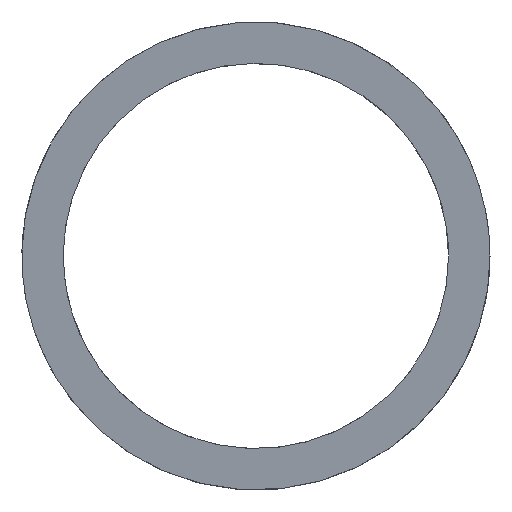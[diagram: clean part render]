
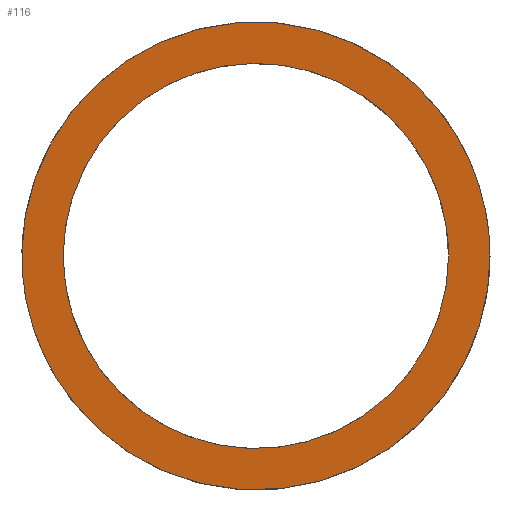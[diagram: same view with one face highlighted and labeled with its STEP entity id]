
A CAD part, left-side view. The second image highlights one B-rep face of the part: STEP entity #116.
In plain terms, the highlighted planar face has unit normal (-0.985, 0.174, 0).
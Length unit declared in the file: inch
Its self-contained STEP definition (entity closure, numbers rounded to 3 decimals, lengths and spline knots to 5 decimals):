
#1 = CARTESIAN_POINT ( 'NONE',  ( 0., -0.65625, 0. ) ) ;
#4 =( BOUNDED_CURVE ( )  B_SPLINE_CURVE ( 3, ( #129, #52, #11, #70, #128, #93, #92 ),
 .UNSPECIFIED., .T., .T. ) 
 B_SPLINE_CURVE_WITH_KNOTS ( ( 4, 3, 4 ),
 ( 0., 3.14159, 6.28319 ),
 .UNSPECIFIED. ) 
 CURVE ( )  GEOMETRIC_REPRESENTATION_ITEM ( )  RATIONAL_B_SPLINE_CURVE ( ( 1., 0.333, 0.333, 1., 0.333, 0.333, 1. ) ) 
 REPRESENTATION_ITEM ( '' )  );
#7 = ORIENTED_EDGE ( 'NONE', *, *, #127, .F. ) ;
#9 = EDGE_LOOP ( 'NONE', ( #124 ) ) ;
#11 = CARTESIAN_POINT ( 'NONE',  ( 0.21093, 0.54, -1.08 ) ) ;
#13 = CARTESIAN_POINT ( 'NONE',  ( 0.23143, 0.65625, 0. ) ) ;
#26 = CARTESIAN_POINT ( 'NONE',  ( 0.23143, 0.65625, -1.3125 ) ) ;
#39 = CARTESIAN_POINT ( 'NONE',  ( 0., -0.65625, -0.65625 ) ) ;
#51 = CARTESIAN_POINT ( 'NONE',  ( 0., -0.65625, 0. ) ) ;
#52 = CARTESIAN_POINT ( 'NONE',  ( 0.0205, -0.54, -1.08 ) ) ;
#54 = CARTESIAN_POINT ( 'NONE',  ( 0., -0.65625, 1.3125 ) ) ;
#64 = CARTESIAN_POINT ( 'NONE',  ( 0.23143, 0.65625, 1.3125 ) ) ;
#70 = CARTESIAN_POINT ( 'NONE',  ( 0.21093, 0.54, 0. ) ) ;
#76 = CARTESIAN_POINT ( 'NONE',  ( 0., -0.65625, 0. ) ) ;
#82 = FACE_BOUND ( 'NONE', #9, .T. ) ;
#84 =( BOUNDED_CURVE ( )  B_SPLINE_CURVE ( 3, ( #51, #131, #26, #13, #64, #54, #1 ),
 .UNSPECIFIED., .T., .T. ) 
 B_SPLINE_CURVE_WITH_KNOTS ( ( 4, 3, 4 ),
 ( 0., 3.14159, 6.28319 ),
 .UNSPECIFIED. ) 
 CURVE ( )  GEOMETRIC_REPRESENTATION_ITEM ( )  RATIONAL_B_SPLINE_CURVE ( ( 1., 0.333, 0.333, 1., 0.333, 0.333, 1. ) ) 
 REPRESENTATION_ITEM ( '' )  );
#85 = FACE_OUTER_BOUND ( 'NONE', #90, .T. ) ;
#87 = VERTEX_POINT ( 'NONE', #132 ) ;
#90 = EDGE_LOOP ( 'NONE', ( #7 ) ) ;
#91 = PLANE ( 'NONE',  #126 ) ;
#92 = CARTESIAN_POINT ( 'NONE',  ( 0.0205, -0.54, 0. ) ) ;
#93 = CARTESIAN_POINT ( 'NONE',  ( 0.0205, -0.54, 1.08 ) ) ;
#95 = EDGE_CURVE ( 'NONE', #87, #87, #4, .T. ) ;
#105 = DIRECTION ( 'NONE',  ( 0.174, 0.985, 0. ) ) ;
#116 = ADVANCED_FACE ( 'NONE', ( #82, #85 ), #91, .F. ) ;
#120 = VERTEX_POINT ( 'NONE', #76 ) ;
#124 = ORIENTED_EDGE ( 'NONE', *, *, #95, .T. ) ;
#126 = AXIS2_PLACEMENT_3D ( 'NONE', #39, #144, #105 ) ;
#127 = EDGE_CURVE ( 'NONE', #120, #120, #84, .T. ) ;
#128 = CARTESIAN_POINT ( 'NONE',  ( 0.21093, 0.54, 1.08 ) ) ;
#129 = CARTESIAN_POINT ( 'NONE',  ( 0.0205, -0.54, 0. ) ) ;
#131 = CARTESIAN_POINT ( 'NONE',  ( 0., -0.65625, -1.3125 ) ) ;
#132 = CARTESIAN_POINT ( 'NONE',  ( 0.0205, -0.54, 0. ) ) ;
#144 = DIRECTION ( 'NONE',  ( 0.985, -0.174, 0. ) ) ;
